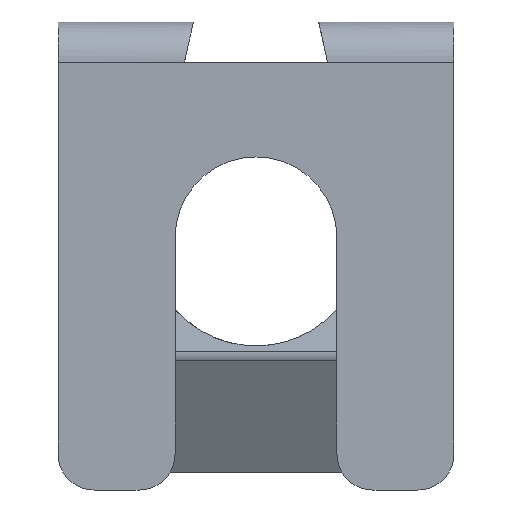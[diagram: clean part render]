
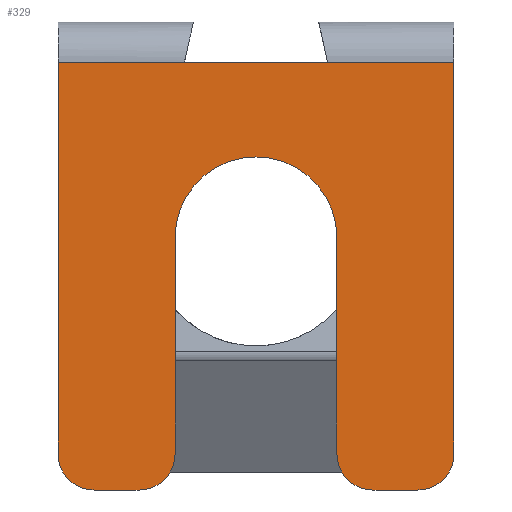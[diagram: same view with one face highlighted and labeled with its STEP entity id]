
A CAD part, front view. The second image highlights one B-rep face of the part: STEP entity #329.
In plain terms, the highlighted planar face has unit normal (0, -1, 0).
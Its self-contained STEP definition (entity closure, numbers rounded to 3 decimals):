
#9 = ORIENTED_EDGE ( 'NONE', *, *, #40, .T. ) ;
#14 = VECTOR ( 'NONE', #961, 1000. ) ;
#22 = VERTEX_POINT ( 'NONE', #247 ) ;
#40 = EDGE_CURVE ( 'NONE', #246, #737, #663, .T. ) ;
#46 = AXIS2_PLACEMENT_3D ( 'NONE', #131, #312, #381 ) ;
#50 = DIRECTION ( 'NONE',  ( 0., -1., 0. ) ) ;
#53 = CARTESIAN_POINT ( 'NONE',  ( 11., 0., 0. ) ) ;
#55 = DIRECTION ( 'NONE',  ( 0., 0., 1. ) ) ;
#88 = CARTESIAN_POINT ( 'NONE',  ( 11., 0., 23.762 ) ) ;
#118 = AXIS2_PLACEMENT_3D ( 'NONE', #725, #1052, #806 ) ;
#128 = EDGE_CURVE ( 'NONE', #847, #309, #356, .T. ) ;
#131 = CARTESIAN_POINT ( 'NONE',  ( -6.5, 0., 2. ) ) ;
#132 = EDGE_CURVE ( 'NONE', #826, #246, #256, .T. ) ;
#141 = DIRECTION ( 'NONE',  ( 0., 1., 0. ) ) ;
#142 = ORIENTED_EDGE ( 'NONE', *, *, #964, .T. ) ;
#144 = DIRECTION ( 'NONE',  ( 0., 0., -1. ) ) ;
#174 = ORIENTED_EDGE ( 'NONE', *, *, #1032, .T. ) ;
#177 = CARTESIAN_POINT ( 'NONE',  ( 11., 0., 2. ) ) ;
#198 = CARTESIAN_POINT ( 'NONE',  ( -3.984, 0., 23.762 ) ) ;
#206 = VERTEX_POINT ( 'NONE', #198 ) ;
#215 = CARTESIAN_POINT ( 'NONE',  ( -11., 0., 0. ) ) ;
#232 = FACE_OUTER_BOUND ( 'NONE', #979, .T. ) ;
#237 = AXIS2_PLACEMENT_3D ( 'NONE', #556, #963, #55 ) ;
#246 = VERTEX_POINT ( 'NONE', #776 ) ;
#247 = CARTESIAN_POINT ( 'NONE',  ( -9., 0., 0. ) ) ;
#251 = EDGE_CURVE ( 'NONE', #875, #22, #520, .T. ) ;
#256 = LINE ( 'NONE', #578, #611 ) ;
#263 = ORIENTED_EDGE ( 'NONE', *, *, #128, .T. ) ;
#288 = VECTOR ( 'NONE', #144, 1000. ) ;
#293 = VERTEX_POINT ( 'NONE', #308 ) ;
#299 = DIRECTION ( 'NONE',  ( -1., 0., 0. ) ) ;
#308 = CARTESIAN_POINT ( 'NONE',  ( -11., 0., 23.762 ) ) ;
#309 = VERTEX_POINT ( 'NONE', #787 ) ;
#312 = DIRECTION ( 'NONE',  ( 0., -1., 0. ) ) ;
#313 = EDGE_CURVE ( 'NONE', #415, #592, #466, .T. ) ;
#323 = ORIENTED_EDGE ( 'NONE', *, *, #132, .T. ) ;
#329 = ADVANCED_FACE ( 'NONE', ( #232 ), #878, .F. ) ;
#336 = CARTESIAN_POINT ( 'NONE',  ( 6.5, 0., 2. ) ) ;
#346 = CARTESIAN_POINT ( 'NONE',  ( 11., 0., 0. ) ) ;
#356 = CIRCLE ( 'NONE', #679, 2. ) ;
#381 = DIRECTION ( 'NONE',  ( 0., 0., 1. ) ) ;
#415 = VERTEX_POINT ( 'NONE', #88 ) ;
#420 = DIRECTION ( 'NONE',  ( 0., -1., 0. ) ) ;
#434 = CARTESIAN_POINT ( 'NONE',  ( 3.984, 0., 23.762 ) ) ;
#449 = ORIENTED_EDGE ( 'NONE', *, *, #590, .T. ) ;
#455 = VECTOR ( 'NONE', #1048, 1000. ) ;
#464 = LINE ( 'NONE', #718, #490 ) ;
#466 = LINE ( 'NONE', #949, #14 ) ;
#490 = VECTOR ( 'NONE', #639, 1000. ) ;
#493 = ORIENTED_EDGE ( 'NONE', *, *, #500, .F. ) ;
#500 = EDGE_CURVE ( 'NONE', #415, #741, #934, .T. ) ;
#504 = AXIS2_PLACEMENT_3D ( 'NONE', #544, #50, #794 ) ;
#514 = DIRECTION ( 'NONE',  ( -1., 0., 0. ) ) ;
#520 = LINE ( 'NONE', #615, #1019 ) ;
#544 = CARTESIAN_POINT ( 'NONE',  ( -9., 0., 2. ) ) ;
#546 = LINE ( 'NONE', #215, #288 ) ;
#547 = LINE ( 'NONE', #624, #455 ) ;
#556 = CARTESIAN_POINT ( 'NONE',  ( 9., 0., 2. ) ) ;
#561 = VECTOR ( 'NONE', #1016, 1000. ) ;
#578 = CARTESIAN_POINT ( 'NONE',  ( -4.5, 0., 0. ) ) ;
#580 = EDGE_CURVE ( 'NONE', #293, #813, #546, .T. ) ;
#584 = ORIENTED_EDGE ( 'NONE', *, *, #922, .T. ) ;
#590 = EDGE_CURVE ( 'NONE', #737, #847, #464, .T. ) ;
#592 = VERTEX_POINT ( 'NONE', #618 ) ;
#605 = CARTESIAN_POINT ( 'NONE',  ( 4.5, 0., 2. ) ) ;
#611 = VECTOR ( 'NONE', #749, 1000. ) ;
#615 = CARTESIAN_POINT ( 'NONE',  ( 11., 0., 0. ) ) ;
#618 = CARTESIAN_POINT ( 'NONE',  ( 3.984, 0., 23.762 ) ) ;
#624 = CARTESIAN_POINT ( 'NONE',  ( 11., 0., 23.762 ) ) ;
#638 = CARTESIAN_POINT ( 'NONE',  ( 11., 0., 0. ) ) ;
#639 = DIRECTION ( 'NONE',  ( 0., 0., -1. ) ) ;
#657 = ORIENTED_EDGE ( 'NONE', *, *, #313, .T. ) ;
#659 = DIRECTION ( 'NONE',  ( 0., 0., 1. ) ) ;
#663 = CIRCLE ( 'NONE', #118, 4.5 ) ;
#671 = CARTESIAN_POINT ( 'NONE',  ( -6.5, 0., 0. ) ) ;
#679 = AXIS2_PLACEMENT_3D ( 'NONE', #336, #420, #659 ) ;
#718 = CARTESIAN_POINT ( 'NONE',  ( 4.5, 0., 0. ) ) ;
#725 = CARTESIAN_POINT ( 'NONE',  ( 0., 0., 14.012 ) ) ;
#733 = ORIENTED_EDGE ( 'NONE', *, *, #251, .F. ) ;
#737 = VERTEX_POINT ( 'NONE', #1053 ) ;
#741 = VERTEX_POINT ( 'NONE', #177 ) ;
#749 = DIRECTION ( 'NONE',  ( 0., 0., 1. ) ) ;
#760 = DIRECTION ( 'NONE',  ( -1., 0., 0. ) ) ;
#763 = CIRCLE ( 'NONE', #504, 2. ) ;
#776 = CARTESIAN_POINT ( 'NONE',  ( -4.5, 0., 14.012 ) ) ;
#787 = CARTESIAN_POINT ( 'NONE',  ( 6.5, 0., 0. ) ) ;
#788 = ORIENTED_EDGE ( 'NONE', *, *, #972, .T. ) ;
#794 = DIRECTION ( 'NONE',  ( 0., 0., 1. ) ) ;
#797 = VERTEX_POINT ( 'NONE', #976 ) ;
#806 = DIRECTION ( 'NONE',  ( 0., 0., 1. ) ) ;
#813 = VERTEX_POINT ( 'NONE', #988 ) ;
#818 = AXIS2_PLACEMENT_3D ( 'NONE', #53, #141, #1034 ) ;
#826 = VERTEX_POINT ( 'NONE', #848 ) ;
#832 = CIRCLE ( 'NONE', #46, 2. ) ;
#847 = VERTEX_POINT ( 'NONE', #605 ) ;
#848 = CARTESIAN_POINT ( 'NONE',  ( -4.5, 0., 2. ) ) ;
#853 = ORIENTED_EDGE ( 'NONE', *, *, #580, .T. ) ;
#875 = VERTEX_POINT ( 'NONE', #671 ) ;
#878 = PLANE ( 'NONE',  #818 ) ;
#911 = LINE ( 'NONE', #434, #913 ) ;
#913 = VECTOR ( 'NONE', #760, 1000. ) ;
#922 = EDGE_CURVE ( 'NONE', #592, #206, #911, .T. ) ;
#933 = EDGE_CURVE ( 'NONE', #206, #293, #547, .T. ) ;
#934 = LINE ( 'NONE', #346, #561 ) ;
#949 = CARTESIAN_POINT ( 'NONE',  ( 11., 0., 23.762 ) ) ;
#957 = VECTOR ( 'NONE', #299, 1000. ) ;
#961 = DIRECTION ( 'NONE',  ( -1., 0., 0. ) ) ;
#963 = DIRECTION ( 'NONE',  ( 0., -1., 0. ) ) ;
#964 = EDGE_CURVE ( 'NONE', #797, #741, #1017, .T. ) ;
#972 = EDGE_CURVE ( 'NONE', #875, #826, #832, .T. ) ;
#974 = ORIENTED_EDGE ( 'NONE', *, *, #1011, .F. ) ;
#976 = CARTESIAN_POINT ( 'NONE',  ( 9., 0., 0. ) ) ;
#979 = EDGE_LOOP ( 'NONE', ( #974, #142, #493, #657, #584, #1050, #853, #174, #733, #788, #323, #9, #449, #263 ) ) ;
#988 = CARTESIAN_POINT ( 'NONE',  ( -11., 0., 2. ) ) ;
#1011 = EDGE_CURVE ( 'NONE', #797, #309, #1040, .T. ) ;
#1016 = DIRECTION ( 'NONE',  ( 0., 0., -1. ) ) ;
#1017 = CIRCLE ( 'NONE', #237, 2. ) ;
#1019 = VECTOR ( 'NONE', #514, 1000. ) ;
#1032 = EDGE_CURVE ( 'NONE', #813, #22, #763, .T. ) ;
#1034 = DIRECTION ( 'NONE',  ( 0., 0., 1. ) ) ;
#1040 = LINE ( 'NONE', #638, #957 ) ;
#1048 = DIRECTION ( 'NONE',  ( -1., 0., 0. ) ) ;
#1050 = ORIENTED_EDGE ( 'NONE', *, *, #933, .T. ) ;
#1052 = DIRECTION ( 'NONE',  ( 0., 1., 0. ) ) ;
#1053 = CARTESIAN_POINT ( 'NONE',  ( 4.5, 0., 14.012 ) ) ;
